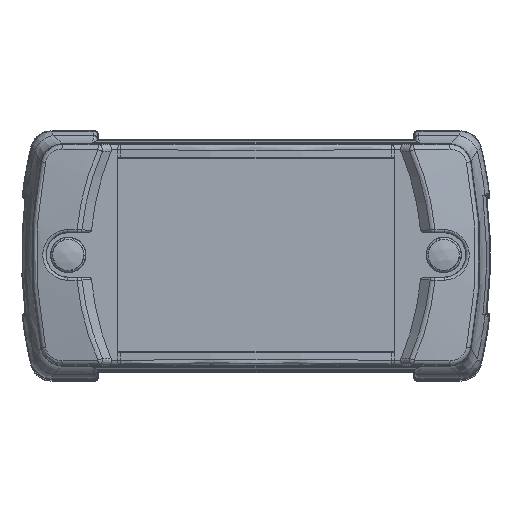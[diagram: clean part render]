
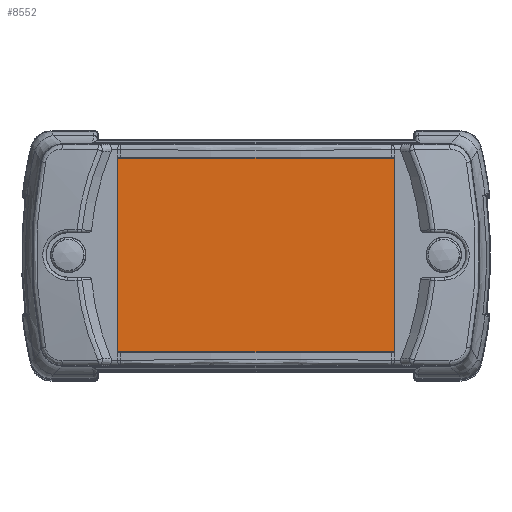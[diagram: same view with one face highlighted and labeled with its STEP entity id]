
A CAD part, top view. The second image highlights one B-rep face of the part: STEP entity #8552.
In plain terms, the highlighted planar face has unit normal (0, 0, 1).
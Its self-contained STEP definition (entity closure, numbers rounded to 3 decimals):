
#8089=CARTESIAN_POINT('',(24.97,-17.5,3.));
#8090=VERTEX_POINT('',#8089);
#8091=CARTESIAN_POINT('',(25.,-17.5,3.));
#8092=VERTEX_POINT('',#8091);
#8093=CARTESIAN_POINT('',(24.97,-17.5,3.));
#8094=DIRECTION('',(1.0,0.0,0.0));
#8095=VECTOR('',#8094,0.03);
#8096=LINE('',#8093,#8095);
#8097=EDGE_CURVE('',#8090,#8092,#8096,.T.);
#8141=CARTESIAN_POINT('',(24.48,-17.5,3.));
#8142=VERTEX_POINT('',#8141);
#8143=CARTESIAN_POINT('',(24.48,-17.5,3.));
#8144=DIRECTION('',(1.0,0.0,0.0));
#8145=VECTOR('',#8144,0.49);
#8146=LINE('',#8143,#8145);
#8147=EDGE_CURVE('',#8142,#8090,#8146,.T.);
#8193=CARTESIAN_POINT('',(-24.48,-17.5,3.));
#8194=VERTEX_POINT('',#8193);
#8195=CARTESIAN_POINT('',(-24.48,-17.5,3.));
#8196=DIRECTION('',(1.0,0.0,0.0));
#8197=VECTOR('',#8196,48.961);
#8198=LINE('',#8195,#8197);
#8199=EDGE_CURVE('',#8194,#8142,#8198,.T.);
#8237=CARTESIAN_POINT('',(-24.97,-17.5,3.));
#8238=VERTEX_POINT('',#8237);
#8239=CARTESIAN_POINT('',(-24.97,-17.5,3.));
#8240=DIRECTION('',(1.0,0.0,0.0));
#8241=VECTOR('',#8240,0.49);
#8242=LINE('',#8239,#8241);
#8243=EDGE_CURVE('',#8238,#8194,#8242,.T.);
#8269=CARTESIAN_POINT('',(-25.0,-17.5,3.));
#8270=VERTEX_POINT('',#8269);
#8271=CARTESIAN_POINT('',(-25.0,-17.5,3.));
#8272=DIRECTION('',(1.0,0.0,0.0));
#8273=VECTOR('',#8272,0.03);
#8274=LINE('',#8271,#8273);
#8275=EDGE_CURVE('',#8270,#8238,#8274,.T.);
#8309=CARTESIAN_POINT('',(25.0,17.5,3.));
#8310=VERTEX_POINT('',#8309);
#8317=CARTESIAN_POINT('',(25.,-17.5,3.));
#8318=DIRECTION('',(0.0,1.0,0.0));
#8319=VECTOR('',#8318,35.);
#8320=LINE('',#8317,#8319);
#8321=EDGE_CURVE('',#8092,#8310,#8320,.T.);
#8331=CARTESIAN_POINT('',(-24.97,17.5,3.));
#8332=VERTEX_POINT('',#8331);
#8333=CARTESIAN_POINT('',(-25.0,17.5,3.));
#8334=VERTEX_POINT('',#8333);
#8335=CARTESIAN_POINT('',(-24.97,17.5,3.));
#8336=DIRECTION('',(-1.0,0.0,0.0));
#8337=VECTOR('',#8336,0.03);
#8338=LINE('',#8335,#8337);
#8339=EDGE_CURVE('',#8332,#8334,#8338,.T.);
#8383=CARTESIAN_POINT('',(-24.48,17.5,3.));
#8384=VERTEX_POINT('',#8383);
#8385=CARTESIAN_POINT('',(-24.48,17.5,3.));
#8386=DIRECTION('',(-1.0,0.0,0.0));
#8387=VECTOR('',#8386,0.49);
#8388=LINE('',#8385,#8387);
#8389=EDGE_CURVE('',#8384,#8332,#8388,.T.);
#8435=CARTESIAN_POINT('',(24.48,17.5,3.));
#8436=VERTEX_POINT('',#8435);
#8437=CARTESIAN_POINT('',(24.48,17.5,3.));
#8438=DIRECTION('',(-1.0,0.0,0.0));
#8439=VECTOR('',#8438,48.961);
#8440=LINE('',#8437,#8439);
#8441=EDGE_CURVE('',#8436,#8384,#8440,.T.);
#8479=CARTESIAN_POINT('',(24.97,17.5,3.));
#8480=VERTEX_POINT('',#8479);
#8481=CARTESIAN_POINT('',(24.97,17.5,3.));
#8482=DIRECTION('',(-1.0,0.0,0.0));
#8483=VECTOR('',#8482,0.49);
#8484=LINE('',#8481,#8483);
#8485=EDGE_CURVE('',#8480,#8436,#8484,.T.);
#8511=CARTESIAN_POINT('',(25.0,17.5,3.));
#8512=DIRECTION('',(-1.0,0.0,0.0));
#8513=VECTOR('',#8512,0.03);
#8514=LINE('',#8511,#8513);
#8515=EDGE_CURVE('',#8310,#8480,#8514,.T.);
#8528=CARTESIAN_POINT('',(0.,0.,3.));
#8529=DIRECTION('',(0.0,0.0,1.0));
#8530=DIRECTION('',(1.0,0.0,0.0));
#8531=AXIS2_PLACEMENT_3D('',#8528,#8529,#8530);
#8532=PLANE('',#8531);
#8533=ORIENTED_EDGE('',*,*,#8097,.T.);
#8534=ORIENTED_EDGE('',*,*,#8321,.T.);
#8535=ORIENTED_EDGE('',*,*,#8515,.T.);
#8536=ORIENTED_EDGE('',*,*,#8485,.T.);
#8537=ORIENTED_EDGE('',*,*,#8441,.T.);
#8538=ORIENTED_EDGE('',*,*,#8389,.T.);
#8539=ORIENTED_EDGE('',*,*,#8339,.T.);
#8540=CARTESIAN_POINT('',(-25.0,17.5,3.));
#8541=DIRECTION('',(0.0,-1.0,0.0));
#8542=VECTOR('',#8541,35.0);
#8543=LINE('',#8540,#8542);
#8544=EDGE_CURVE('',#8334,#8270,#8543,.T.);
#8545=ORIENTED_EDGE('',*,*,#8544,.T.);
#8546=ORIENTED_EDGE('',*,*,#8275,.T.);
#8547=ORIENTED_EDGE('',*,*,#8243,.T.);
#8548=ORIENTED_EDGE('',*,*,#8199,.T.);
#8549=ORIENTED_EDGE('',*,*,#8147,.T.);
#8550=EDGE_LOOP('',(#8533,#8534,#8535,#8536,#8537,#8538,#8539,#8545,#8546,#8547,#8548,#8549));
#8551=FACE_OUTER_BOUND('',#8550,.T.);
#8552=ADVANCED_FACE('',(#8551),#8532,.T.);
